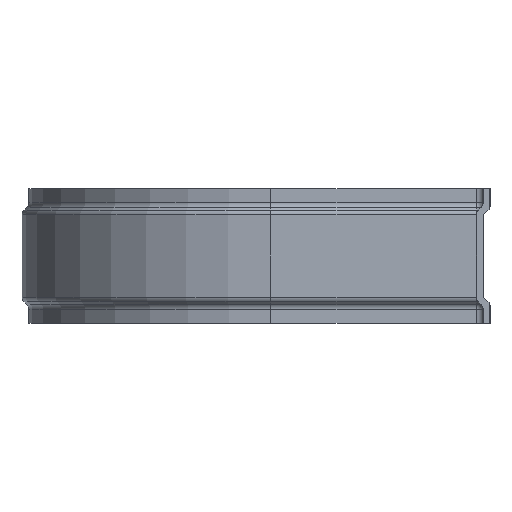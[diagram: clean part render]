
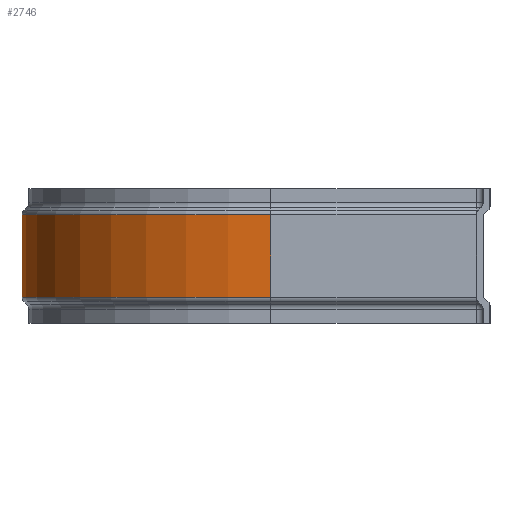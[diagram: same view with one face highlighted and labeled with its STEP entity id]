
A CAD part, left-side view. The second image highlights one B-rep face of the part: STEP entity #2746.
In plain terms, the highlighted cylindrical face has radius 73.85 mm (diameter 147.7 mm), a partial arc.
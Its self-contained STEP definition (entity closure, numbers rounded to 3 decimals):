
#2 = FACE_OUTER_BOUND ( 'NONE', #928, .T. ) ;
#367 = CARTESIAN_POINT ( 'NONE',  ( -73.85, 65., 12.172 ) ) ;
#573 = CARTESIAN_POINT ( 'NONE',  ( -73.85, 65., 12.172 ) ) ;
#902 = AXIS2_PLACEMENT_3D ( 'NONE', #1798, #1757, #932 ) ;
#928 = EDGE_LOOP ( 'NONE', ( #3455, #2101, #2273, #1121 ) ) ;
#932 = DIRECTION ( 'NONE',  ( 1., 0., 0. ) ) ;
#1121 = ORIENTED_EDGE ( 'NONE', *, *, #1436, .F. ) ;
#1162 = CIRCLE ( 'NONE', #1423, 73.85 ) ;
#1188 = DIRECTION ( 'NONE',  ( 0., 1., 0. ) ) ;
#1225 = CYLINDRICAL_SURFACE ( 'NONE', #902, 73.85 ) ;
#1388 = DIRECTION ( 'NONE',  ( 0., 0., 1. ) ) ;
#1423 = AXIS2_PLACEMENT_3D ( 'NONE', #1979, #1388, #2291 ) ;
#1436 = EDGE_CURVE ( 'NONE', #3275, #2656, #3519, .T. ) ;
#1519 = CARTESIAN_POINT ( 'NONE',  ( 0., 65., 12.172 ) ) ;
#1717 = CIRCLE ( 'NONE', #3302, 73.85 ) ;
#1757 = DIRECTION ( 'NONE',  ( 0., 0., 1. ) ) ;
#1798 = CARTESIAN_POINT ( 'NONE',  ( 0., 65., 0. ) ) ;
#1979 = CARTESIAN_POINT ( 'NONE',  ( 0., 65., -12.172 ) ) ;
#2101 = ORIENTED_EDGE ( 'NONE', *, *, #2706, .F. ) ;
#2112 = DIRECTION ( 'NONE',  ( 0., 0., 1. ) ) ;
#2273 = ORIENTED_EDGE ( 'NONE', *, *, #2725, .F. ) ;
#2291 = DIRECTION ( 'NONE',  ( 0., 1., 0. ) ) ;
#2508 = CARTESIAN_POINT ( 'NONE',  ( 73.85, 65., -12.172 ) ) ;
#2559 = CARTESIAN_POINT ( 'NONE',  ( -73.85, 65., -12.172 ) ) ;
#2643 = DIRECTION ( 'NONE',  ( 0., 0., 1. ) ) ;
#2656 = VERTEX_POINT ( 'NONE', #3170 ) ;
#2665 = VECTOR ( 'NONE', #3883, 1000. ) ;
#2706 = EDGE_CURVE ( 'NONE', #2901, #3781, #3343, .T. ) ;
#2725 = EDGE_CURVE ( 'NONE', #2656, #2901, #1717, .T. ) ;
#2746 = ADVANCED_FACE ( 'NONE', ( #2 ), #1225, .T. ) ;
#2901 = VERTEX_POINT ( 'NONE', #367 ) ;
#3170 = CARTESIAN_POINT ( 'NONE',  ( 73.85, 65., 12.172 ) ) ;
#3275 = VERTEX_POINT ( 'NONE', #2508 ) ;
#3302 = AXIS2_PLACEMENT_3D ( 'NONE', #1519, #2112, #1188 ) ;
#3343 = LINE ( 'NONE', #573, #2665 ) ;
#3455 = ORIENTED_EDGE ( 'NONE', *, *, #3482, .T. ) ;
#3482 = EDGE_CURVE ( 'NONE', #3275, #3781, #1162, .T. ) ;
#3519 = LINE ( 'NONE', #3898, #3827 ) ;
#3781 = VERTEX_POINT ( 'NONE', #2559 ) ;
#3827 = VECTOR ( 'NONE', #2643, 1000. ) ;
#3883 = DIRECTION ( 'NONE',  ( 0., 0., -1. ) ) ;
#3898 = CARTESIAN_POINT ( 'NONE',  ( 73.85, 65., 12.172 ) ) ;
